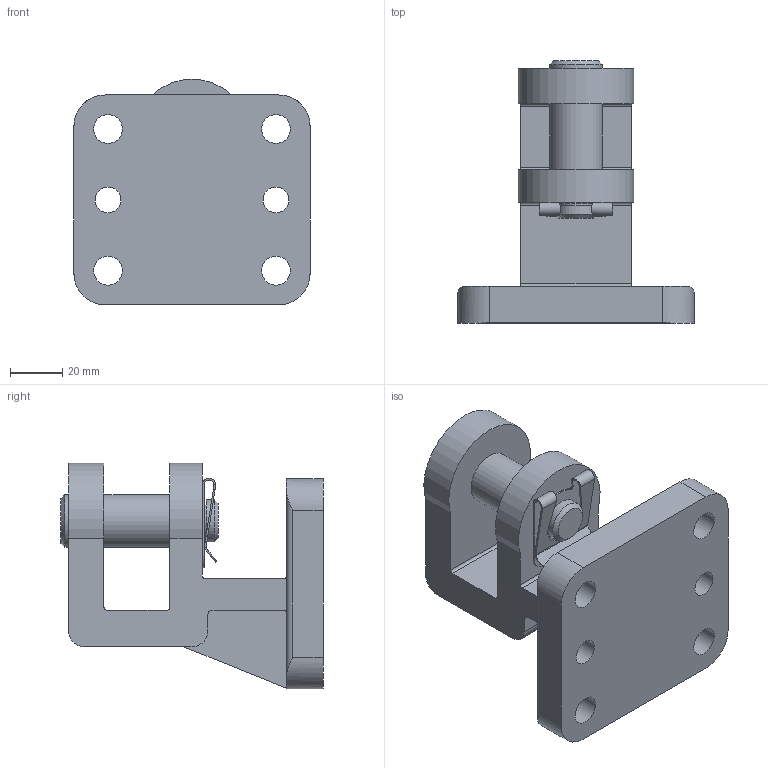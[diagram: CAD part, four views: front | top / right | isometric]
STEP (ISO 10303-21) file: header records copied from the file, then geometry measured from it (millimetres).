
FILE_DESCRIPTION(/* description */ ('STEP AP214'),/* implementation_level */ '2;1');
FILE_NAME(/* name */ '31773_LQG-100',/* time_stamp */ '2024-09-04T19:46:37+02:00',/* author */ ('License CC BY-ND 4.0'),/* organization */ ('CADENAS'),/* preprocessor_version */ 'ST-DEVELOPER v19.3',/* originating_system */ 'PARTsolutions',/* authorisation */ ' ');
FILE_SCHEMA (('AUTOMOTIVE_DESIGN {1 0 10303 214 3 1 1}'));
Length unit declared in the file: millimetre
Products named in the file (4): 31773 LQG-100; 31773 LQG-100---(L); 373500 BO- 20-049,0-DA; 209822 16 SXN 08 VERZINKT:SL
Assembly tree (3 placements, depth 2):
  31773 LQG-100
    31773 LQG-100---(L)
    373500 BO- 20-049,0-DA
    209822 16 SXN 08 VERZINKT:SL
Bounding box: 90 x 100 x 86 mm (x, y, z)
Volume: 213452.6 mm3; surface area: 49081.7 mm2
Topology: 3 solids, 3 shells, 104 faces, 276 edges, 184 vertices
Faces by surface type: cylinder 53, plane 49, cone 2
Full cylindrical faces by diameter (mm): 4 x1, 9.8 x2, 11 x4, 12 x1, 16 x1, 18 x4, 20 x3
Entity records: 3302 total; most frequent: DIRECTION 570, CARTESIAN_POINT 570, ORIENTED_EDGE 510, EDGE_CURVE 255, AXIS2_PLACEMENT_3D 212, VERTEX_POINT 181, LINE 146, VECTOR 146
